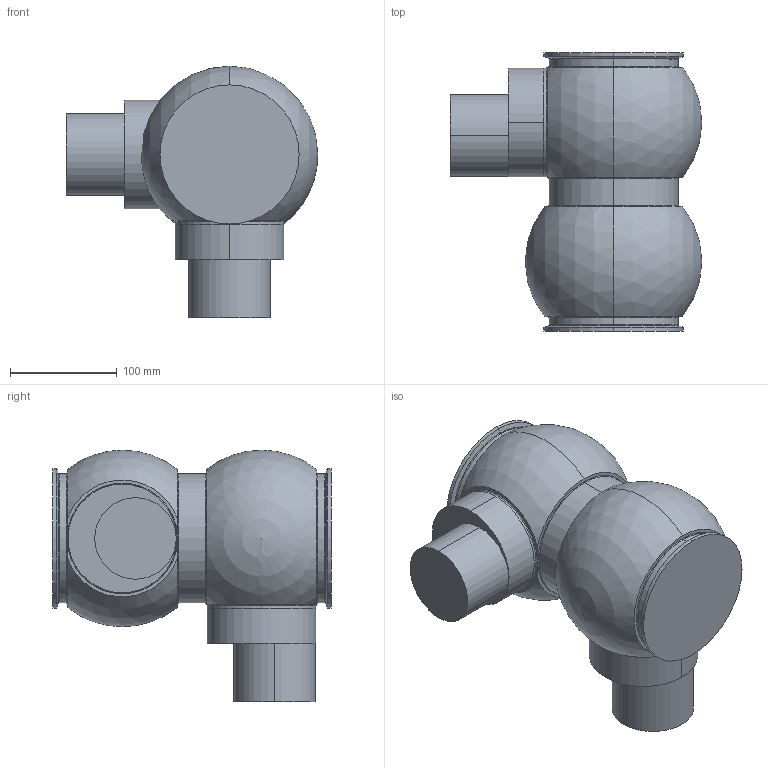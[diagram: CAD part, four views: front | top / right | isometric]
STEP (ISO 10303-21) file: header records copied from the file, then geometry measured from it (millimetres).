
FILE_DESCRIPTION (( 'STEP AP203' ), '1' );
FILE_NAME ('126918.STEP', '2018-04-02T20:08:15', ( '' ), ( '' ), 'SwSTEP 2.0', 'SolidWorks 2014', '' );
FILE_SCHEMA (( 'CONFIG_CONTROL_DESIGN' ));
Length unit declared in the file: inch
Products named in the file (1): 126918
Bounding box: 235.33 x 260.53 x 235.33 mm (x, y, z)
Volume: 5364939.9 mm3; surface area: 209121.5 mm2
Topology: 1 solids, 1 shells, 67 faces, 157 edges, 95 vertices
Faces by surface type: cylinder 22, torus 18, plane 14, sphere 5, cone 4, bspline 4
Entity records: 2001 total; most frequent: CARTESIAN_POINT 381, DIRECTION 374, ORIENTED_EDGE 296, AXIS2_PLACEMENT_3D 168, EDGE_CURVE 148, CIRCLE 104, VERTEX_POINT 89, EDGE_LOOP 73
